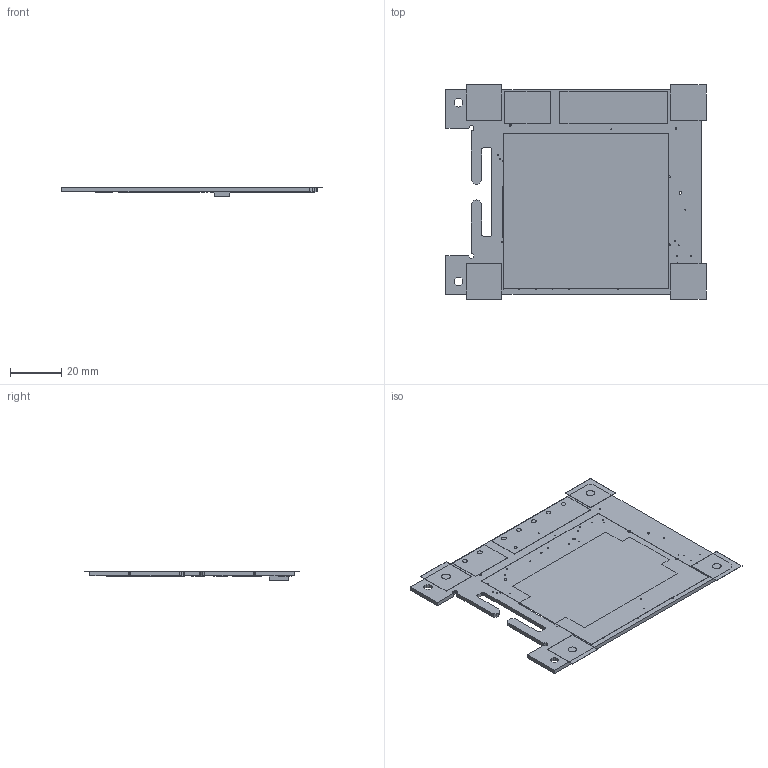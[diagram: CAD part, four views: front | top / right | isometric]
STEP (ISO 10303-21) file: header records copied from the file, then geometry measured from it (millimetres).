
FILE_DESCRIPTION(/* description */ (''),/* implementation_level */ '2;1');
FILE_NAME(/* name */ '983e11a4-9b1e-4769-ade2-964c5fc30fdc.stp',/* time_stamp */ '2022-07-22T23:17:35Z',/* author */ (''),/* organization */ (''),/* preprocessor_version */ 'ST-DEVELOPER v19',/* originating_system */ 'Autodesk Translation Framework v11.7.0.108',/* authorisation */ '');
FILE_SCHEMA (('AUTOMOTIVE_DESIGN { 1 0 10303 214 3 1 1 }'));
Length unit declared in the file: millimetre
Products named in the file (13): 983e11a4-9b1e-4769-ade2-964c5fc30fdc; PCB Component; Board; M3_BRASS; CONN_2X3_SMD; TP; 100 uF; 220; YELLOW; XL4016-DEV; BARRIER_BLOCK-5PIN; BARRIER_BLOCK-2PIN; AZ1084C
Assembly tree (75 placements, depth 3):
  983e11a4-9b1e-4769-ade2-964c5fc30fdc
    PCB Component
      Board
      M3_BRASS  x4
      CONN_2X3_SMD
      TP  x8
      100 uF  x4
      220  x44
      YELLOW  x5
      XL4016-DEV
      BARRIER_BLOCK-5PIN
      BARRIER_BLOCK-2PIN
      AZ1084C  x4
Bounding box: 101.99 x 83.98 x 3.37 mm (x, y, z)
Volume: 8520.8 mm3; surface area: 24849.3 mm2
Topology: 74 solids, 74 shells, 667 faces, 1557 edges, 1038 vertices
Faces by surface type: plane 594, cylinder 73
Full cylindrical faces by diameter (mm): 0.381 x32, 0.635 x4, 1.016 x6, 1.905 x7
Entity records: 10417 total; most frequent: CARTESIAN_POINT 1712, DIRECTION 1701, ORIENTED_EDGE 1602, EDGE_CURVE 801, LINE 655, VECTOR 655, VERTEX_POINT 534, AXIS2_PLACEMENT_3D 523
